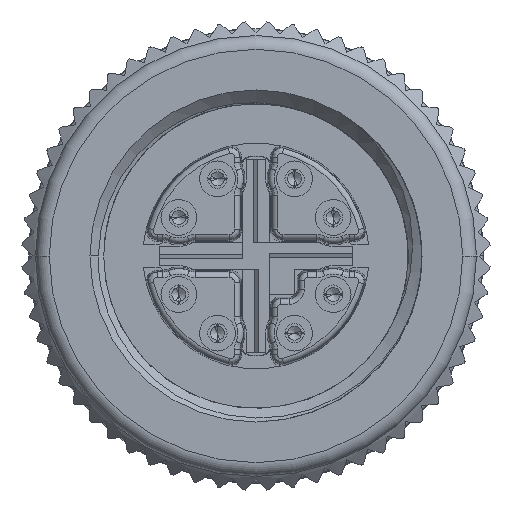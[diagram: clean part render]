
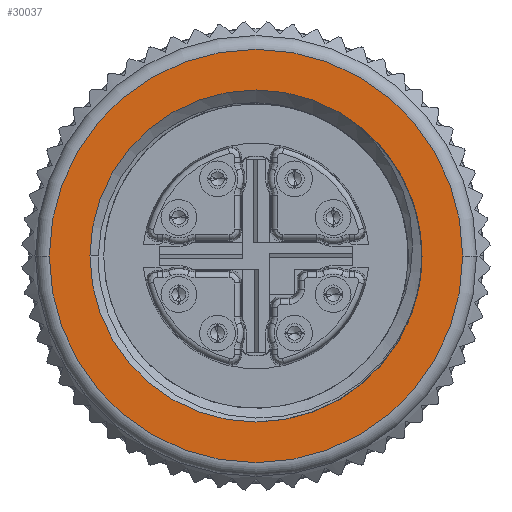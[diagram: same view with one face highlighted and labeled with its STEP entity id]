
A CAD part, front view. The second image highlights one B-rep face of the part: STEP entity #30037.
In plain terms, the highlighted planar face has unit normal (0, -1, 0).
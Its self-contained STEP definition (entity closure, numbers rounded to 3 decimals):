
#9191=CARTESIAN_POINT('',(0.,-24.95,0.));
#9192=DIRECTION('',(0.,-1.,0.));
#9193=DIRECTION('',(-1.,0.,0.));
#9194=AXIS2_PLACEMENT_3D('',#9191,#9192,#9193);
#9196=CARTESIAN_POINT('',(0.,-24.95,0.));
#9197=DIRECTION('',(0.,-1.,0.));
#9198=DIRECTION('',(1.,0.,0.));
#9199=AXIS2_PLACEMENT_3D('',#9196,#9197,#9198);
#9201=CARTESIAN_POINT('',(0.,-24.95,0.));
#9202=DIRECTION('',(0.,1.,0.));
#9203=DIRECTION('',(1.,0.,0.));
#9204=AXIS2_PLACEMENT_3D('',#9201,#9202,#9203);
#9206=CARTESIAN_POINT('',(0.,-24.95,0.));
#9207=DIRECTION('',(0.,1.,0.));
#9208=DIRECTION('',(-1.,0.,0.));
#9209=AXIS2_PLACEMENT_3D('',#9206,#9207,#9208);
#18034=CARTESIAN_POINT('',(-7.5,-24.95,0.));
#18035=CARTESIAN_POINT('',(7.5,-24.95,0.));
#18036=VERTEX_POINT('',#18034);
#18037=VERTEX_POINT('',#18035);
#18042=CARTESIAN_POINT('',(6.025,-24.95,0.));
#18043=CARTESIAN_POINT('',(-6.025,-24.95,0.));
#18044=VERTEX_POINT('',#18042);
#18045=VERTEX_POINT('',#18043);
#30021=CARTESIAN_POINT('',(0.,-24.95,0.));
#30022=DIRECTION('',(0.,-1.,0.));
#30023=DIRECTION('',(1.,0.,0.));
#30024=AXIS2_PLACEMENT_3D('',#30021,#30022,#30023);
#30025=PLANE('',#30024);
#30026=ORIENTED_EDGE('',*,*,#30011,.F.);
#30028=ORIENTED_EDGE('',*,*,#30027,.F.);
#30029=EDGE_LOOP('',(#30026,#30028));
#30030=FACE_OUTER_BOUND('',#30029,.F.);
#30032=ORIENTED_EDGE('',*,*,#30031,.F.);
#30034=ORIENTED_EDGE('',*,*,#30033,.F.);
#30035=EDGE_LOOP('',(#30032,#30034));
#30036=FACE_BOUND('',#30035,.F.);
#9195=CIRCLE('',#9194,7.5);
#9200=CIRCLE('',#9199,7.5);
#9205=CIRCLE('',#9204,6.025);
#9210=CIRCLE('',#9209,6.025);
#30011=EDGE_CURVE('',#18036,#18037,#9195,.T.);
#30027=EDGE_CURVE('',#18037,#18036,#9200,.T.);
#30031=EDGE_CURVE('',#18044,#18045,#9205,.T.);
#30033=EDGE_CURVE('',#18045,#18044,#9210,.T.);
#30037=ADVANCED_FACE('',(#30030,#30036),#30025,.T.);
